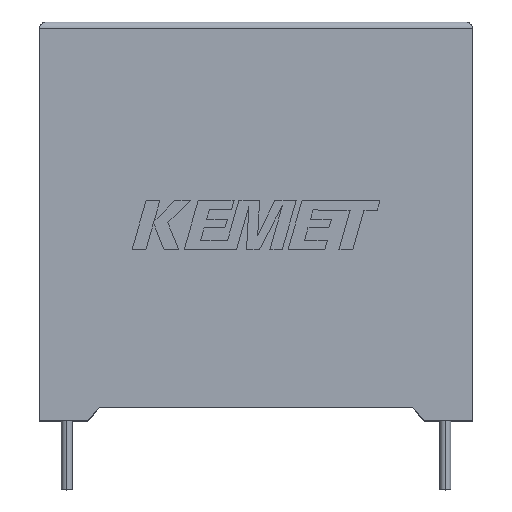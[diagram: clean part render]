
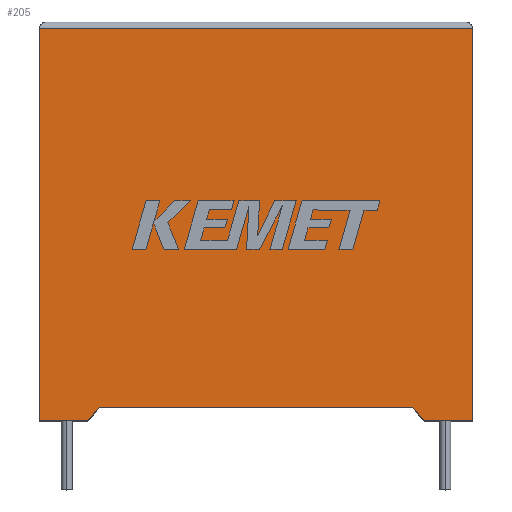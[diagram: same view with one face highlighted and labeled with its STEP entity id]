
A CAD part, top view. The second image highlights one B-rep face of the part: STEP entity #205.
In plain terms, the highlighted planar face has unit normal (0, 0, 1).
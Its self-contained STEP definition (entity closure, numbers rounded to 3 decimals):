
#169 = LINE ( 'NONE', #1586, #1562 ) ;
#205 = ADVANCED_FACE ( 'NONE', ( #506 ), #961, .F. ) ;
#253 = LINE ( 'NONE', #2148, #2169 ) ;
#255 = CARTESIAN_POINT ( 'NONE',  ( 31.5, 0., 19. ) ) ;
#308 = LINE ( 'NONE', #255, #2223 ) ;
#357 = DIRECTION ( 'NONE',  ( 0., 0., -1. ) ) ;
#427 = LINE ( 'NONE', #1245, #1340 ) ;
#433 = EDGE_CURVE ( 'NONE', #1717, #2604, #427, .T. ) ;
#449 = EDGE_CURVE ( 'NONE', #2479, #1717, #308, .T. ) ;
#458 = DIRECTION ( 'NONE',  ( 0., 1., 0. ) ) ;
#483 = CARTESIAN_POINT ( 'NONE',  ( 4.375, 1., 19. ) ) ;
#496 = LINE ( 'NONE', #2877, #1786 ) ;
#506 = FACE_OUTER_BOUND ( 'NONE', #964, .T. ) ;
#559 = VERTEX_POINT ( 'NONE', #483 ) ;
#571 = ORIENTED_EDGE ( 'NONE', *, *, #449, .T. ) ;
#618 = VECTOR ( 'NONE', #2496, 1000. ) ;
#744 = VECTOR ( 'NONE', #1067, 1000. ) ;
#808 = ORIENTED_EDGE ( 'NONE', *, *, #1276, .F. ) ;
#813 = CARTESIAN_POINT ( 'NONE',  ( 31.5, 28.5, 19. ) ) ;
#819 = VERTEX_POINT ( 'NONE', #1126 ) ;
#837 = ORIENTED_EDGE ( 'NONE', *, *, #920, .F. ) ;
#838 = VERTEX_POINT ( 'NONE', #918 ) ;
#907 = CARTESIAN_POINT ( 'NONE',  ( 28., 0., 19. ) ) ;
#916 = CARTESIAN_POINT ( 'NONE',  ( 0., 0., 19. ) ) ;
#918 = CARTESIAN_POINT ( 'NONE',  ( 0., 0., 19. ) ) ;
#920 = EDGE_CURVE ( 'NONE', #559, #819, #253, .T. ) ;
#928 = ORIENTED_EDGE ( 'NONE', *, *, #433, .T. ) ;
#961 = PLANE ( 'NONE',  #995 ) ;
#964 = EDGE_LOOP ( 'NONE', ( #571, #928, #2618, #2397, #837, #808, #2768, #3044 ) ) ;
#995 = AXIS2_PLACEMENT_3D ( 'NONE', #1760, #357, #2184 ) ;
#1020 = EDGE_CURVE ( 'NONE', #2863, #2479, #1710, .T. ) ;
#1040 = CARTESIAN_POINT ( 'NONE',  ( 27.125, 1., 19. ) ) ;
#1056 = VECTOR ( 'NONE', #1378, 1000. ) ;
#1067 = DIRECTION ( 'NONE',  ( 1., 0., 0. ) ) ;
#1126 = CARTESIAN_POINT ( 'NONE',  ( 3.5, 0., 19. ) ) ;
#1153 = CARTESIAN_POINT ( 'NONE',  ( 31.5, 0., 19. ) ) ;
#1215 = EDGE_CURVE ( 'NONE', #838, #819, #1548, .T. ) ;
#1245 = CARTESIAN_POINT ( 'NONE',  ( 0., 28.5, 19. ) ) ;
#1276 = EDGE_CURVE ( 'NONE', #1471, #559, #496, .T. ) ;
#1340 = VECTOR ( 'NONE', #2165, 1000. ) ;
#1378 = DIRECTION ( 'NONE',  ( 1., 0., 0. ) ) ;
#1471 = VERTEX_POINT ( 'NONE', #1040 ) ;
#1548 = LINE ( 'NONE', #2482, #1056 ) ;
#1562 = VECTOR ( 'NONE', #1836, 1000. ) ;
#1586 = CARTESIAN_POINT ( 'NONE',  ( 28., 0., 19. ) ) ;
#1710 = LINE ( 'NONE', #1999, #744 ) ;
#1717 = VERTEX_POINT ( 'NONE', #813 ) ;
#1760 = CARTESIAN_POINT ( 'NONE',  ( 0., 0., 19. ) ) ;
#1786 = VECTOR ( 'NONE', #2155, 1000. ) ;
#1836 = DIRECTION ( 'NONE',  ( 0.658, -0.753, 0. ) ) ;
#1980 = EDGE_CURVE ( 'NONE', #1471, #2863, #169, .T. ) ;
#1999 = CARTESIAN_POINT ( 'NONE',  ( 0., 0., 19. ) ) ;
#2072 = LINE ( 'NONE', #916, #618 ) ;
#2127 = EDGE_CURVE ( 'NONE', #2604, #838, #2072, .T. ) ;
#2148 = CARTESIAN_POINT ( 'NONE',  ( 3.5, 0., 19. ) ) ;
#2155 = DIRECTION ( 'NONE',  ( -1., 0., 0. ) ) ;
#2165 = DIRECTION ( 'NONE',  ( -1., 0., 0. ) ) ;
#2169 = VECTOR ( 'NONE', #2381, 1000. ) ;
#2184 = DIRECTION ( 'NONE',  ( -1., 0., 0. ) ) ;
#2223 = VECTOR ( 'NONE', #458, 1000. ) ;
#2381 = DIRECTION ( 'NONE',  ( -0.658, -0.753, 0. ) ) ;
#2397 = ORIENTED_EDGE ( 'NONE', *, *, #1215, .T. ) ;
#2479 = VERTEX_POINT ( 'NONE', #1153 ) ;
#2482 = CARTESIAN_POINT ( 'NONE',  ( 0., 0., 19. ) ) ;
#2496 = DIRECTION ( 'NONE',  ( 0., -1., 0. ) ) ;
#2604 = VERTEX_POINT ( 'NONE', #2823 ) ;
#2618 = ORIENTED_EDGE ( 'NONE', *, *, #2127, .T. ) ;
#2768 = ORIENTED_EDGE ( 'NONE', *, *, #1980, .T. ) ;
#2823 = CARTESIAN_POINT ( 'NONE',  ( 0., 28.5, 19. ) ) ;
#2863 = VERTEX_POINT ( 'NONE', #907 ) ;
#2877 = CARTESIAN_POINT ( 'NONE',  ( 15.75, 1., 19. ) ) ;
#3044 = ORIENTED_EDGE ( 'NONE', *, *, #1020, .T. ) ;
